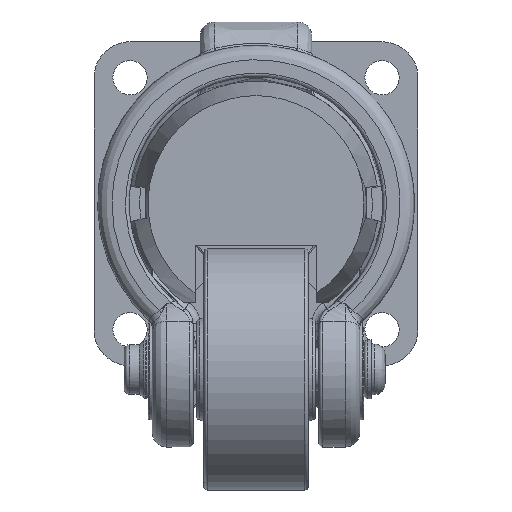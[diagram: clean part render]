
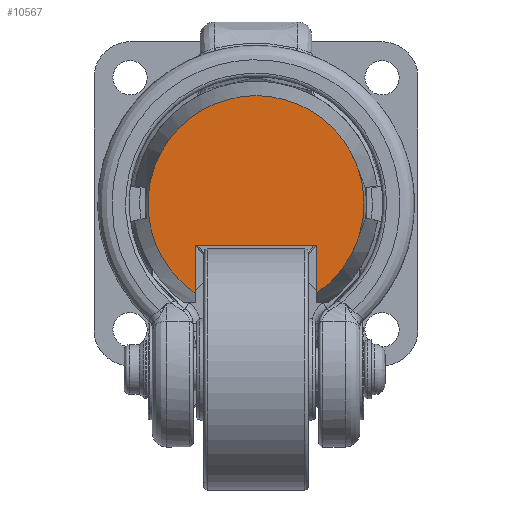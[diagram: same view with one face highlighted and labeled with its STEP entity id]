
A CAD part, front view. The second image highlights one B-rep face of the part: STEP entity #10567.
In plain terms, the highlighted free-form (B-spline) face has degree [1, 1] with [2, 2] control points.
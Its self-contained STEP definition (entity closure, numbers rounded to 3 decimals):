
#10567 = ADVANCED_FACE('',(#10568),#10601,.T.);
#10568 = FACE_BOUND('',#10569,.T.);
#10569 = EDGE_LOOP('',(#10570,#10579,#10589,#10596));
#10570 = ORIENTED_EDGE('',*,*,#10571,.T.);
#10571 = EDGE_CURVE('',#10572,#10574,#10576,.T.);
#10572 = VERTEX_POINT('',#10573);
#10573 = CARTESIAN_POINT('',(13.799,-73.732,
    -9.553));
#10574 = VERTEX_POINT('',#10575);
#10575 = CARTESIAN_POINT('',(13.799,-73.732,
    -20.239));
#10576 = B_SPLINE_CURVE_WITH_KNOTS('',1,(#10577,#10578),.UNSPECIFIED.,
  .F.,.F.,(2,2),(0.,13.087),.PIECEWISE_BEZIER_KNOTS.);
#10577 = CARTESIAN_POINT('',(13.799,-73.732,
    -9.553));
#10578 = CARTESIAN_POINT('',(13.799,-73.732,
    -20.239));
#10579 = ORIENTED_EDGE('',*,*,#10580,.T.);
#10580 = EDGE_CURVE('',#10574,#10581,#10583,.T.);
#10581 = VERTEX_POINT('',#10582);
#10582 = CARTESIAN_POINT('',(-13.799,-73.732,
    -20.239));
#10583 = ( BOUNDED_CURVE() B_SPLINE_CURVE(2,(#10584,#10585,#10586,#10587
,#10588),.UNSPECIFIED.,.F.,.F.) B_SPLINE_CURVE_WITH_KNOTS((3,2,3),(0.,
2.543,5.086),.PIECEWISE_BEZIER_KNOTS.) CURVE() 
GEOMETRIC_REPRESENTATION_ITEM() RATIONAL_B_SPLINE_CURVE((1.,
0.295,1.,0.295,1.)) REPRESENTATION_ITEM('') );
#10584 = CARTESIAN_POINT('',(13.799,-73.732,
    -20.239));
#10585 = CARTESIAN_POINT('',(79.411,-73.732,
    24.496));
#10586 = CARTESIAN_POINT('',(0.,-73.732,
    24.496));
#10587 = CARTESIAN_POINT('',(-79.411,-73.732,
    24.496));
#10588 = CARTESIAN_POINT('',(-13.799,-73.732,
    -20.239));
#10589 = ORIENTED_EDGE('',*,*,#10590,.T.);
#10590 = EDGE_CURVE('',#10581,#10591,#10593,.T.);
#10591 = VERTEX_POINT('',#10592);
#10592 = CARTESIAN_POINT('',(-13.799,-73.732,
    -9.553));
#10593 = B_SPLINE_CURVE_WITH_KNOTS('',1,(#10594,#10595),.UNSPECIFIED.,
  .F.,.F.,(2,2),(0.,13.087),.PIECEWISE_BEZIER_KNOTS.);
#10594 = CARTESIAN_POINT('',(-13.799,-73.732,
    -20.239));
#10595 = CARTESIAN_POINT('',(-13.799,-73.732,
    -9.553));
#10596 = ORIENTED_EDGE('',*,*,#10597,.T.);
#10597 = EDGE_CURVE('',#10591,#10572,#10598,.T.);
#10598 = B_SPLINE_CURVE_WITH_KNOTS('',1,(#10599,#10600),.UNSPECIFIED.,
  .F.,.F.,(2,2),(0.,33.8),.PIECEWISE_BEZIER_KNOTS.);
#10599 = CARTESIAN_POINT('',(-13.799,-73.732,
    -9.553));
#10600 = CARTESIAN_POINT('',(13.799,-73.732,
    -9.553));
#10601 = B_SPLINE_SURFACE_WITH_KNOTS('',1,1,(
    (#10602,#10603)
    ,(#10604,#10605
    )),.UNSPECIFIED.,.F.,.F.,.F.,(2,2),(2,2),(-30.,24.787),(
    -30.,30.),.PIECEWISE_BEZIER_KNOTS.);
#10602 = CARTESIAN_POINT('',(-24.496,-73.732,
    24.496));
#10603 = CARTESIAN_POINT('',(24.496,-73.732,
    24.496));
#10604 = CARTESIAN_POINT('',(-24.496,-73.732,
    -20.239));
#10605 = CARTESIAN_POINT('',(24.496,-73.732,
    -20.239));
